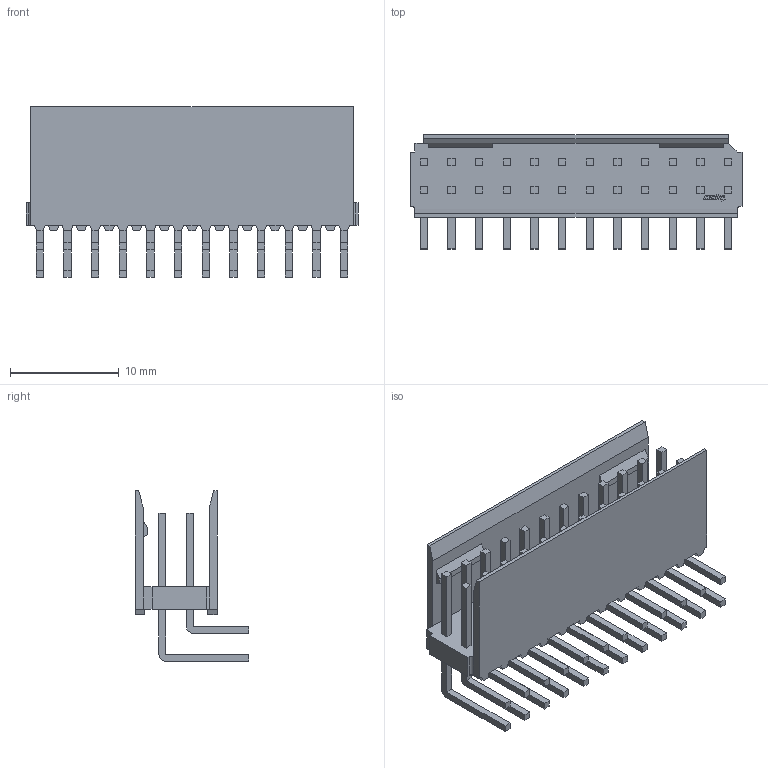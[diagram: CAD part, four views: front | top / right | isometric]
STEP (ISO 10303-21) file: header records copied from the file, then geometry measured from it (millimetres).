
FILE_DESCRIPTION(('STEP AP214'),'1');
FILE_NAME('1-281742-2.stp','2015-07-17T12:03:52',('TraceParts'),('TraceParts S.A.'),'Spatial InterOp 3D',' ',' ');
FILE_SCHEMA(('automotive_design'));
Length unit declared in the file: millimetre
Products named in the file (1): C-1-281742-2
Bounding box: 30.48 x 10.44 x 15.66 mm (x, y, z)
Volume: 999.9 mm3; surface area: 2677.9 mm2
Topology: 1 solids, 1 shells, 528 faces, 1408 edges, 938 vertices
Faces by surface type: plane 470, cylinder 58
Entity records: 16207 total; most frequent: CARTESIAN_POINT 2875, ORIENTED_EDGE 2816, DIRECTION 2582, EDGE_CURVE 1408, LINE 1292, VECTOR 1292, VERTEX_POINT 938, AXIS2_PLACEMENT_3D 645
